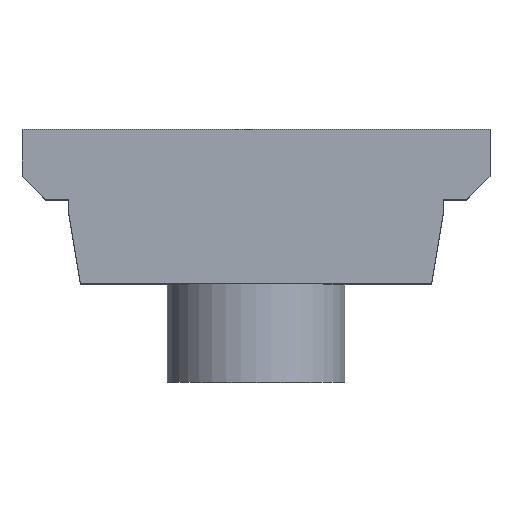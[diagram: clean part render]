
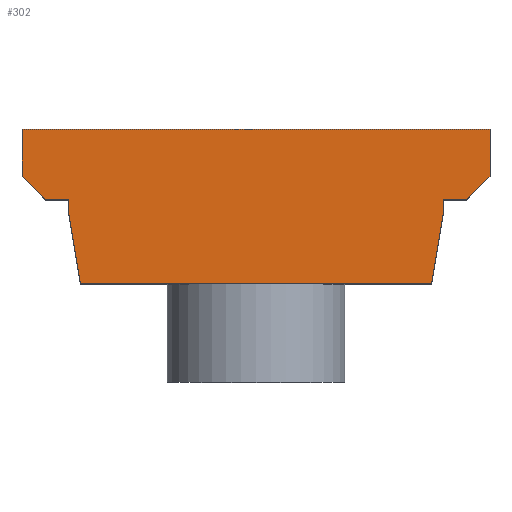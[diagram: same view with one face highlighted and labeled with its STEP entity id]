
A CAD part, top view. The second image highlights one B-rep face of the part: STEP entity #302.
In plain terms, the highlighted planar face has unit normal (0, 0, 1).
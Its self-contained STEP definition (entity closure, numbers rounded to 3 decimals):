
#21=LINE('',#425,#58);
#27=LINE('',#436,#64);
#39=LINE('',#461,#76);
#42=LINE('',#466,#79);
#43=LINE('',#470,#80);
#46=LINE('',#475,#83);
#48=LINE('',#481,#85);
#50=LINE('',#485,#87);
#52=LINE('',#488,#89);
#53=LINE('',#491,#90);
#55=LINE('',#494,#92);
#56=LINE('',#496,#93);
#58=VECTOR('',#348,10.);
#64=VECTOR('',#356,10.);
#76=VECTOR('',#372,10.);
#79=VECTOR('',#377,10.);
#80=VECTOR('',#380,10.);
#83=VECTOR('',#385,10.);
#85=VECTOR('',#391,10.);
#87=VECTOR('',#395,10.);
#89=VECTOR('',#399,10.);
#90=VECTOR('',#402,10.);
#92=VECTOR('',#406,10.);
#93=VECTOR('',#409,10.);
#109=FACE_OUTER_BOUND('',#126,.T.);
#126=EDGE_LOOP('',(#257,#258,#259,#260,#261,#262,#263,#264,#265,#266,#267,
#268));
#131=VERTEX_POINT('',#423);
#132=VERTEX_POINT('',#424);
#136=VERTEX_POINT('',#434);
#146=VERTEX_POINT('',#458);
#147=VERTEX_POINT('',#460);
#148=VERTEX_POINT('',#464);
#149=VERTEX_POINT('',#468);
#150=VERTEX_POINT('',#469);
#151=VERTEX_POINT('',#474);
#153=VERTEX_POINT('',#480);
#154=VERTEX_POINT('',#484);
#155=VERTEX_POINT('',#490);
#157=EDGE_CURVE('',#131,#132,#21,.F.);
#163=EDGE_CURVE('',#131,#136,#27,.T.);
#175=EDGE_CURVE('',#146,#147,#39,.F.);
#178=EDGE_CURVE('',#148,#146,#42,.T.);
#179=EDGE_CURVE('',#149,#150,#43,.F.);
#182=EDGE_CURVE('',#150,#151,#46,.T.);
#185=EDGE_CURVE('',#151,#153,#48,.F.);
#187=EDGE_CURVE('',#147,#154,#50,.F.);
#189=EDGE_CURVE('',#154,#136,#52,.F.);
#190=EDGE_CURVE('',#132,#155,#53,.T.);
#192=EDGE_CURVE('',#155,#149,#55,.F.);
#193=EDGE_CURVE('',#148,#153,#56,.T.);
#257=ORIENTED_EDGE('',*,*,#157,.F.);
#258=ORIENTED_EDGE('',*,*,#163,.T.);
#259=ORIENTED_EDGE('',*,*,#189,.F.);
#260=ORIENTED_EDGE('',*,*,#187,.F.);
#261=ORIENTED_EDGE('',*,*,#175,.F.);
#262=ORIENTED_EDGE('',*,*,#178,.F.);
#263=ORIENTED_EDGE('',*,*,#193,.T.);
#264=ORIENTED_EDGE('',*,*,#185,.F.);
#265=ORIENTED_EDGE('',*,*,#182,.F.);
#266=ORIENTED_EDGE('',*,*,#179,.F.);
#267=ORIENTED_EDGE('',*,*,#192,.F.);
#268=ORIENTED_EDGE('',*,*,#190,.F.);
#287=PLANE('',#335);
#302=ADVANCED_FACE('',(#109),#287,.T.);
#335=AXIS2_PLACEMENT_3D('',#497,#410,#411);
#348=DIRECTION('',(0.707,0.707,0.));
#356=DIRECTION('',(0.,1.,0.));
#372=DIRECTION('',(0.707,-0.707,0.));
#377=DIRECTION('',(-1.,0.,0.));
#380=DIRECTION('',(0.164,0.986,0.));
#385=DIRECTION('',(-1.,0.,0.));
#391=DIRECTION('',(0.164,-0.986,0.));
#395=DIRECTION('',(0.,-1.,0.));
#399=DIRECTION('',(-1.,0.,0.));
#402=DIRECTION('',(-1.,0.,0.));
#406=DIRECTION('',(0.,1.,0.));
#409=DIRECTION('',(0.,-1.,0.));
#410=DIRECTION('center_axis',(0.,0.,1.));
#411=DIRECTION('ref_axis',(-1.,0.,0.));
#423=CARTESIAN_POINT('',(5.,-54.,-21.55));
#424=CARTESIAN_POINT('',(4.5,-54.5,-21.55));
#425=CARTESIAN_POINT('',(4.5,-54.5,-21.55));
#434=CARTESIAN_POINT('',(5.,-53.,-21.55));
#436=CARTESIAN_POINT('',(5.,-54.5,-21.55));
#458=CARTESIAN_POINT('',(-4.5,-54.5,-21.55));
#460=CARTESIAN_POINT('',(-5.,-54.,-21.55));
#461=CARTESIAN_POINT('',(-2.5,-56.5,-21.55));
#464=CARTESIAN_POINT('',(-4.,-54.5,-21.55));
#466=CARTESIAN_POINT('',(2.,-54.5,-21.55));
#468=CARTESIAN_POINT('',(4.,-54.8,-21.55));
#469=CARTESIAN_POINT('',(3.75,-56.3,-21.55));
#470=CARTESIAN_POINT('',(3.974,-54.954,-21.55));
#474=CARTESIAN_POINT('',(-3.75,-56.3,-21.55));
#475=CARTESIAN_POINT('',(2.,-56.3,-21.55));
#480=CARTESIAN_POINT('',(-4.,-54.8,-21.55));
#481=CARTESIAN_POINT('',(-3.866,-55.603,-21.55));
#484=CARTESIAN_POINT('',(-5.,-53.,-21.55));
#485=CARTESIAN_POINT('',(-5.,-54.5,-21.55));
#488=CARTESIAN_POINT('',(2.,-53.,-21.55));
#490=CARTESIAN_POINT('',(4.,-54.5,-21.55));
#491=CARTESIAN_POINT('',(2.,-54.5,-21.55));
#494=CARTESIAN_POINT('',(4.,-54.5,-21.55));
#496=CARTESIAN_POINT('',(-4.,-54.5,-21.55));
#497=CARTESIAN_POINT('Origin',(4.,-54.5,-21.55));
